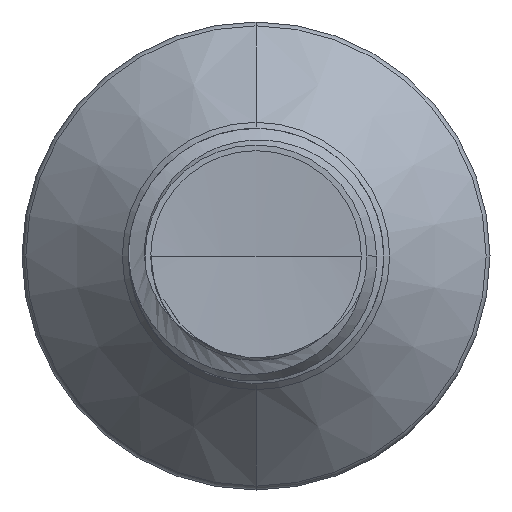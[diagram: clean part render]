
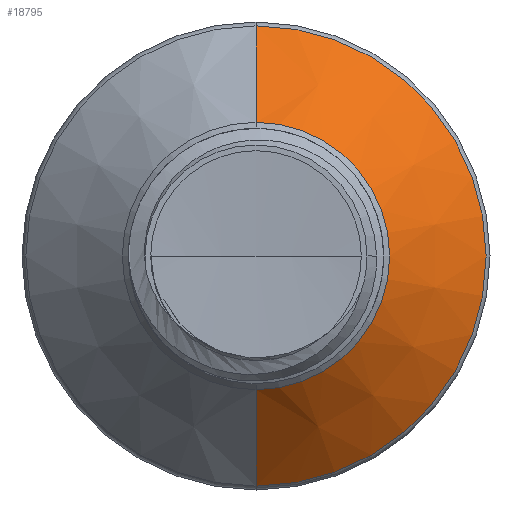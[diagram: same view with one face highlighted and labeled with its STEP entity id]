
A CAD part, front view. The second image highlights one B-rep face of the part: STEP entity #18795.
In plain terms, the highlighted conical face has half-angle 45 degrees and reference radius 1.571 mm.
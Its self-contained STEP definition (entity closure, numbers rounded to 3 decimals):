
#896 = EDGE_CURVE ( 'NONE', #16911, #8102, #15167, .T. ) ;
#1939 = CARTESIAN_POINT ( 'NONE',  ( 0., 6.293, 0. ) ) ;
#3156 = VECTOR ( 'NONE', #15794, 1000. ) ;
#3796 = CARTESIAN_POINT ( 'NONE',  ( 0., 6.293, -1.571 ) ) ;
#5607 = VERTEX_POINT ( 'NONE', #8900 ) ;
#5987 = DIRECTION ( 'NONE',  ( 0., 0.707, 0.707 ) ) ;
#6331 = CARTESIAN_POINT ( 'NONE',  ( 0., 7.427, -2.704 ) ) ;
#8102 = VERTEX_POINT ( 'NONE', #13553 ) ;
#8705 = EDGE_CURVE ( 'NONE', #5607, #11103, #17801, .T. ) ;
#8900 = CARTESIAN_POINT ( 'NONE',  ( 0., 7.427, 2.704 ) ) ;
#8951 = DIRECTION ( 'NONE',  ( 0., 1., 0. ) ) ;
#10256 = LINE ( 'NONE', #16130, #18866 ) ;
#10445 = ORIENTED_EDGE ( 'NONE', *, *, #896, .T. ) ;
#10639 = CARTESIAN_POINT ( 'NONE',  ( 0., 6.293, 0. ) ) ;
#10662 = DIRECTION ( 'NONE',  ( 0., 0., 1. ) ) ;
#10690 = DIRECTION ( 'NONE',  ( 0., 1., 0. ) ) ;
#11103 = VERTEX_POINT ( 'NONE', #6331 ) ;
#11990 = AXIS2_PLACEMENT_3D ( 'NONE', #15749, #15727, #15722 ) ;
#13016 = LINE ( 'NONE', #3796, #3156 ) ;
#13168 = ORIENTED_EDGE ( 'NONE', *, *, #16897, .T. ) ;
#13553 = CARTESIAN_POINT ( 'NONE',  ( 0., 6.293, -1.571 ) ) ;
#13685 = ORIENTED_EDGE ( 'NONE', *, *, #8705, .F. ) ;
#14107 = DIRECTION ( 'NONE',  ( 0., 0., 1. ) ) ;
#15047 = CONICAL_SURFACE ( 'NONE', #16856, 1.571, 0.785 ) ;
#15167 = CIRCLE ( 'NONE', #21013, 1.571 ) ;
#15722 = DIRECTION ( 'NONE',  ( 0., 0., 1. ) ) ;
#15727 = DIRECTION ( 'NONE',  ( 0., 1., 0. ) ) ;
#15749 = CARTESIAN_POINT ( 'NONE',  ( 0., 7.427, 0. ) ) ;
#15794 = DIRECTION ( 'NONE',  ( 0., 0.707, -0.707 ) ) ;
#16023 = FACE_OUTER_BOUND ( 'NONE', #21328, .T. ) ;
#16130 = CARTESIAN_POINT ( 'NONE',  ( 0., 6.293, 1.571 ) ) ;
#16856 = AXIS2_PLACEMENT_3D ( 'NONE', #1939, #8951, #14107 ) ;
#16897 = EDGE_CURVE ( 'NONE', #8102, #11103, #13016, .T. ) ;
#16911 = VERTEX_POINT ( 'NONE', #20481 ) ;
#17801 = CIRCLE ( 'NONE', #11990, 2.704 ) ;
#18313 = ORIENTED_EDGE ( 'NONE', *, *, #20565, .F. ) ;
#18795 = ADVANCED_FACE ( 'NONE', ( #16023 ), #15047, .T. ) ;
#18866 = VECTOR ( 'NONE', #5987, 1000. ) ;
#20481 = CARTESIAN_POINT ( 'NONE',  ( 0., 6.293, 1.571 ) ) ;
#20565 = EDGE_CURVE ( 'NONE', #16911, #5607, #10256, .T. ) ;
#21013 = AXIS2_PLACEMENT_3D ( 'NONE', #10639, #10690, #10662 ) ;
#21328 = EDGE_LOOP ( 'NONE', ( #10445, #13168, #13685, #18313 ) ) ;
